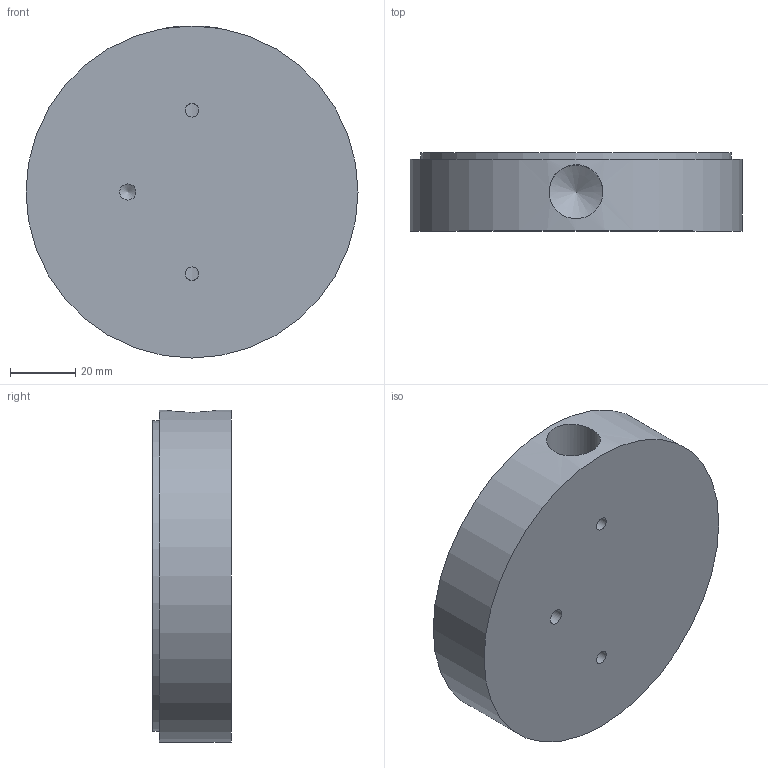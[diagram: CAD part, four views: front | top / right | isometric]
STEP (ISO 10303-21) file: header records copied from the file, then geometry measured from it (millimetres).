
FILE_DESCRIPTION(/* description */ (''),/* implementation_level */ '2;1');
FILE_NAME(/* name */ 'Heating plate.stp',/* time_stamp */ '2020-08-22T12:42:36-04:00',/* author */ ('ignac'),/* organization */ (''),/* preprocessor_version */ 'ST-DEVELOPER v18',/* originating_system */ 'Autodesk Inventor 2020',/* authorisation */ '');
FILE_SCHEMA (('AUTOMOTIVE_DESIGN { 1 0 10303 214 3 1 1 }'));
Length unit declared in the file: millimetre
Products named in the file (1): Heater disk
Bounding box: 101.6 x 24 x 101.6 mm (x, y, z)
Volume: 172871.4 mm3; surface area: 28694.8 mm2
Topology: 1 solids, 1 shells, 11 faces, 32 edges, 24 vertices
Faces by surface type: cylinder 6, plane 3, cone 2
Full cylindrical faces by diameter (mm): 4.134 x2, 4.917 x1, 16.5 x1, 95 x1, 101.6 x1
Entity records: 514 total; most frequent: CARTESIAN_POINT 170, DIRECTION 62, ORIENTED_EDGE 60, EDGE_CURVE 30, AXIS2_PLACEMENT_3D 27, VERTEX_POINT 24, EDGE_LOOP 18, CIRCLE 15
